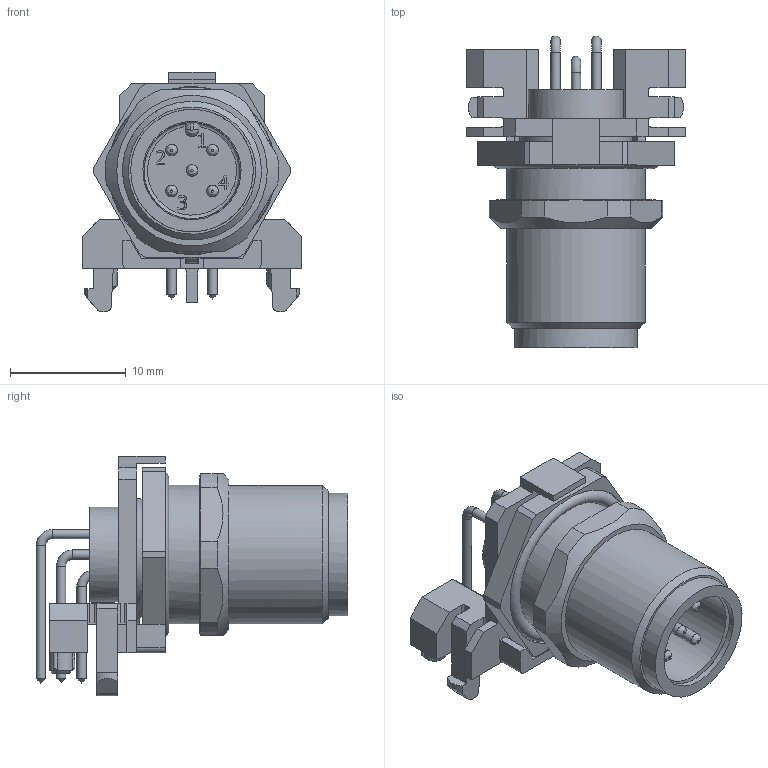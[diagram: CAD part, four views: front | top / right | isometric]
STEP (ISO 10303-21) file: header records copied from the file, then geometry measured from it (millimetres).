
FILE_DESCRIPTION(/* description */ (''),/* implementation_level */ '2;1');
FILE_NAME(/* name */ '100671220ugm000_a.stp',/* time_stamp */ '2022-04-26T18:48:08+02:00',/* author */ (''),/* organization */ (''),/* preprocessor_version */ 'ST-DEVELOPER v16.7',/* originating_system */ 'SIEMENS PLM Software NX 1911',/* authorisation */ '');
FILE_SCHEMA (('AUTOMOTIVE_DESIGN { 1 0 10303 214 3 1 1 1 }'));
Length unit declared in the file: millimetre
Products named in the file (1): 100671220ugm000_a
Bounding box: 19 x 26.96 x 20.7 mm (x, y, z)
Volume: 2532.6 mm3; surface area: 3549.7 mm2
Topology: 1 solids, 1 shells, 327 faces, 918 edges, 606 vertices
Faces by surface type: plane 188, cylinder 79, bspline 39, cone 14, torus 7
Full cylindrical faces by diameter (mm): 0.8 x8, 1 x5, 8.3 x1, 8.5 x1, 9.7 x1, 10 x1, 10.6 x1, 12 x3
Entity records: 12012 total; most frequent: CARTESIAN_POINT 5417, ORIENTED_EDGE 1696, EDGE_CURVE 848, B_SPLINE_CURVE_WITH_KNOTS 848, VERTEX_POINT 586, DIRECTION 582, EDGE_LOOP 399, ADVANCED_FACE 327
